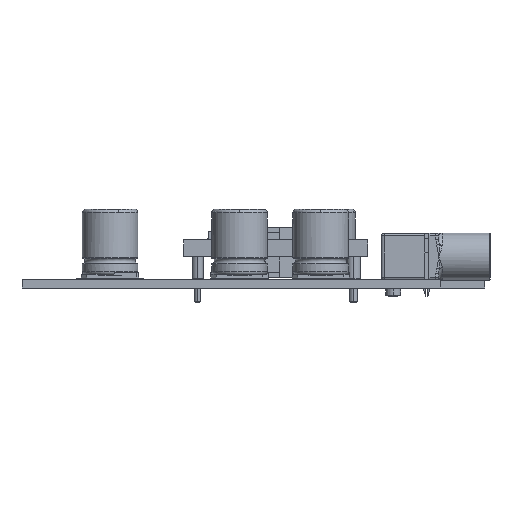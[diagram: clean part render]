
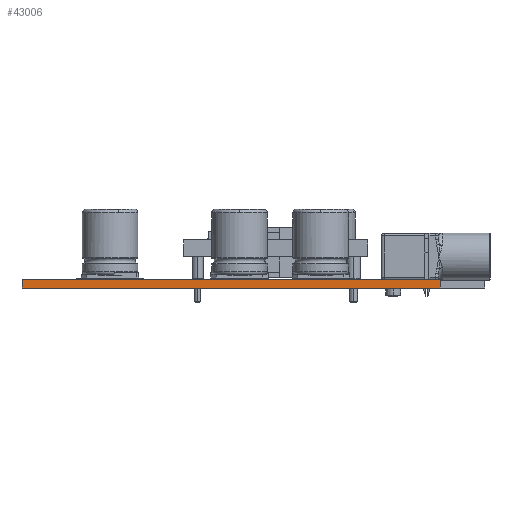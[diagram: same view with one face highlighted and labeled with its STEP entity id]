
A CAD part, left-side view. The second image highlights one B-rep face of the part: STEP entity #43006.
In plain terms, the highlighted planar face has unit normal (-1, 0, 0).
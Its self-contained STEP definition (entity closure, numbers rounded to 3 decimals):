
#41703 = VERTEX_POINT('',#41704);
#41704 = CARTESIAN_POINT('',(85.68,-100.,0.));
#41710 = EDGE_CURVE('',#41703,#41711,#41713,.T.);
#41711 = VERTEX_POINT('',#41712);
#41712 = CARTESIAN_POINT('',(85.68,-25.,0.));
#41713 = LINE('',#41714,#41715);
#41714 = CARTESIAN_POINT('',(85.68,-100.,0.));
#41715 = VECTOR('',#41716,1.);
#41716 = DIRECTION('',(0.,1.,0.));
#42345 = VERTEX_POINT('',#42346);
#42346 = CARTESIAN_POINT('',(85.68,-100.,1.6));
#42352 = EDGE_CURVE('',#42345,#42353,#42355,.T.);
#42353 = VERTEX_POINT('',#42354);
#42354 = CARTESIAN_POINT('',(85.68,-25.,1.6));
#42355 = LINE('',#42356,#42357);
#42356 = CARTESIAN_POINT('',(85.68,-100.,1.6));
#42357 = VECTOR('',#42358,1.);
#42358 = DIRECTION('',(0.,1.,0.));
#42976 = EDGE_CURVE('',#41711,#42353,#42977,.T.);
#42977 = LINE('',#42978,#42979);
#42978 = CARTESIAN_POINT('',(85.68,-25.,0.));
#42979 = VECTOR('',#42980,1.);
#42980 = DIRECTION('',(0.,0.,1.));
#43006 = ADVANCED_FACE('',(#43007),#43018,.T.);
#43007 = FACE_BOUND('',#43008,.T.);
#43008 = EDGE_LOOP('',(#43009,#43015,#43016,#43017));
#43009 = ORIENTED_EDGE('',*,*,#43010,.T.);
#43010 = EDGE_CURVE('',#41703,#42345,#43011,.T.);
#43011 = LINE('',#43012,#43013);
#43012 = CARTESIAN_POINT('',(85.68,-100.,0.));
#43013 = VECTOR('',#43014,1.);
#43014 = DIRECTION('',(0.,0.,1.));
#43015 = ORIENTED_EDGE('',*,*,#42352,.T.);
#43016 = ORIENTED_EDGE('',*,*,#42976,.F.);
#43017 = ORIENTED_EDGE('',*,*,#41710,.F.);
#43018 = PLANE('',#43019);
#43019 = AXIS2_PLACEMENT_3D('',#43020,#43021,#43022);
#43020 = CARTESIAN_POINT('',(85.68,-100.,0.));
#43021 = DIRECTION('',(-1.,0.,0.));
#43022 = DIRECTION('',(0.,1.,0.));
